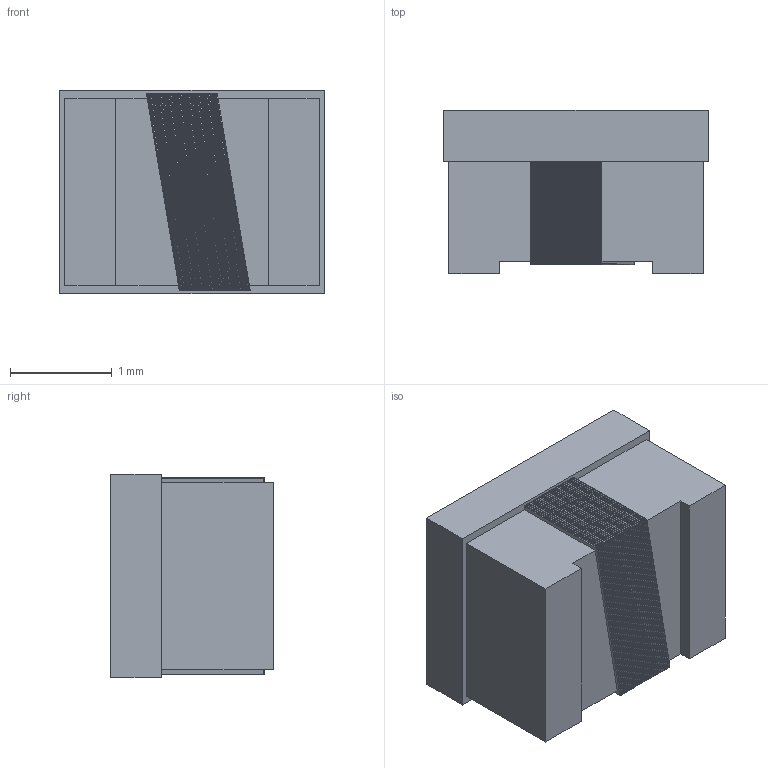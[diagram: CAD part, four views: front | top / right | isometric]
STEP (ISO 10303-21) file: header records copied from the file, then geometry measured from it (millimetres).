
FILE_DESCRIPTION((''),'2;1');
FILE_NAME('PM1008','2012-08-14T',('ryans'),('Bourns, Inc.'),'PRO/ENGINEER BY PARAMETRIC TECHNOLOGY CORPORATION, 2010100','PRO/ENGINEER BY PARAMETRIC TECHNOLOGY CORPORATION, 2010100','');
FILE_SCHEMA(('CONFIG_CONTROL_DESIGN'));
Length unit declared in the file: millimetre
Products named in the file (1): PM1008
Bounding box: 2.6 x 1.6 x 2 mm (x, y, z)
Volume: 7.4 mm3; surface area: 33.3 mm2
Topology: 1 solids, 1 shells, 575 faces, 1380 edges, 808 vertices
Faces by surface type: plane 239, cylinder 224, sphere 112
Entity records: 16372 total; most frequent: DIRECTION 2978, CARTESIAN_POINT 2763, ORIENTED_EDGE 2760, EDGE_CURVE 1380, AXIS2_PLACEMENT_3D 1023, VECTOR 932, LINE 932, VERTEX_POINT 808
